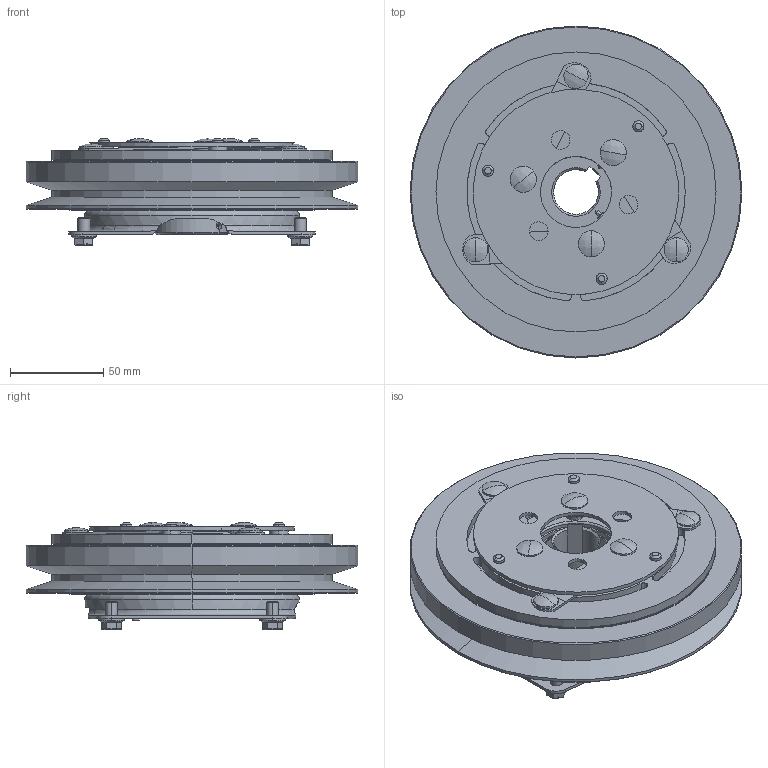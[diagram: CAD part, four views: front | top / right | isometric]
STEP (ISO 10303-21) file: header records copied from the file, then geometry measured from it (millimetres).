
FILE_DESCRIPTION (( 'STEP AP214' ), '1' );
FILE_NAME ('MA-7A-GP_52149100.STEP', '2012-11-07T00:24:28', ( ' ' ), ( '' ), 'SwSTEP 2.0', 'SolidWorks 2007', '' );
FILE_SCHEMA (( 'AUTOMOTIVE_DESIGN' ));
Length unit declared in the file: millimetre
Products named in the file (1): MA-7A-GP_52149100
Bounding box: 177.8 x 177.8 x 57.5 mm (x, y, z)
Volume: 658679.6 mm3; surface area: 208321.6 mm2
Topology: 1 solids, 3 shells, 648 faces, 1588 edges, 987 vertices
Faces by surface type: cylinder 329, plane 211, cone 76, torus 20, sphere 12
Entity records: 26761 total; most frequent: CARTESIAN_POINT 3786, DIRECTION 3611, ORIENTED_EDGE 3144, EDGE_CURVE 1572, AXIS2_PLACEMENT_3D 1478, VERTEX_POINT 987, CIRCLE 829, EDGE_LOOP 771
